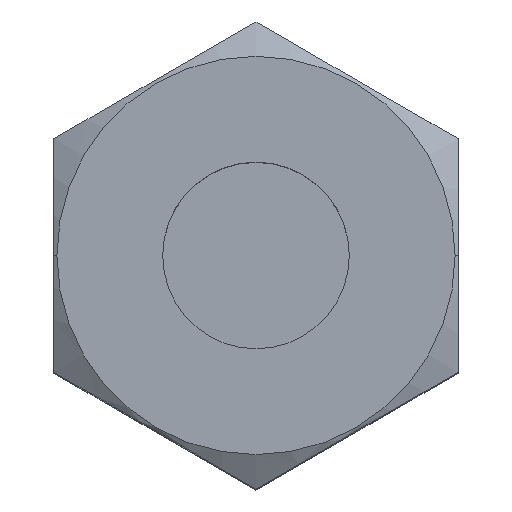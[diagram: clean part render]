
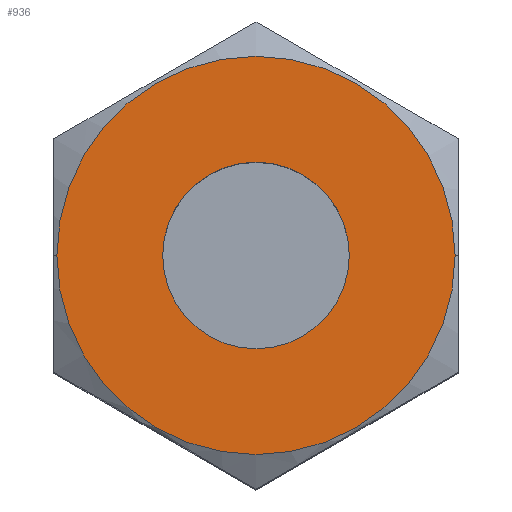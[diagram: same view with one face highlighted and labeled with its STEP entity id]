
A CAD part, top view. The second image highlights one B-rep face of the part: STEP entity #936.
In plain terms, the highlighted planar face has unit normal (0, 0, 1).
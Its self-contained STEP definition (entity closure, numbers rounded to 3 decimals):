
#34 = CARTESIAN_POINT ( 'NONE',  ( 0., 0., 10. ) ) ;
#62 = DIRECTION ( 'NONE',  ( 0., 0., -1. ) ) ;
#110 = AXIS2_PLACEMENT_3D ( 'NONE', #117, #906, #575 ) ;
#111 = CARTESIAN_POINT ( 'NONE',  ( -6.4, 0., 10. ) ) ;
#117 = CARTESIAN_POINT ( 'NONE',  ( 0., 0., 10. ) ) ;
#189 = VERTEX_POINT ( 'NONE', #1158 ) ;
#286 = EDGE_LOOP ( 'NONE', ( #580, #742 ) ) ;
#301 = CIRCLE ( 'NONE', #1242, 3. ) ;
#358 = VERTEX_POINT ( 'NONE', #1469 ) ;
#370 = CIRCLE ( 'NONE', #1217, 6.4 ) ;
#435 = DIRECTION ( 'NONE',  ( 0., 0., 1. ) ) ;
#450 = FACE_BOUND ( 'NONE', #689, .T. ) ;
#575 = DIRECTION ( 'NONE',  ( 1., 0., 0. ) ) ;
#580 = ORIENTED_EDGE ( 'NONE', *, *, #1350, .F. ) ;
#597 = DIRECTION ( 'NONE',  ( 0., 0., 1. ) ) ;
#633 = AXIS2_PLACEMENT_3D ( 'NONE', #1255, #435, #1225 ) ;
#650 = VERTEX_POINT ( 'NONE', #814 ) ;
#689 = EDGE_LOOP ( 'NONE', ( #1295, #824 ) ) ;
#709 = DIRECTION ( 'NONE',  ( 1., 0., 0. ) ) ;
#727 = EDGE_CURVE ( 'NONE', #358, #650, #832, .T. ) ;
#742 = ORIENTED_EDGE ( 'NONE', *, *, #1108, .F. ) ;
#801 = PLANE ( 'NONE',  #633 ) ;
#814 = CARTESIAN_POINT ( 'NONE',  ( -3., 0., 10. ) ) ;
#824 = ORIENTED_EDGE ( 'NONE', *, *, #1035, .F. ) ;
#832 = CIRCLE ( 'NONE', #110, 3. ) ;
#852 = DIRECTION ( 'NONE',  ( 0., 0., -1. ) ) ;
#886 = VERTEX_POINT ( 'NONE', #111 ) ;
#906 = DIRECTION ( 'NONE',  ( 0., 0., 1. ) ) ;
#936 = ADVANCED_FACE ( 'NONE', ( #1023, #450 ), #801, .T. ) ;
#1023 = FACE_OUTER_BOUND ( 'NONE', #286, .T. ) ;
#1035 = EDGE_CURVE ( 'NONE', #650, #358, #301, .T. ) ;
#1046 = CIRCLE ( 'NONE', #1422, 6.4 ) ;
#1084 = DIRECTION ( 'NONE',  ( -1., 0., 0. ) ) ;
#1095 = CARTESIAN_POINT ( 'NONE',  ( 0., 0., 10. ) ) ;
#1108 = EDGE_CURVE ( 'NONE', #189, #886, #370, .T. ) ;
#1158 = CARTESIAN_POINT ( 'NONE',  ( 6.4, 0., 10. ) ) ;
#1217 = AXIS2_PLACEMENT_3D ( 'NONE', #1095, #62, #1300 ) ;
#1225 = DIRECTION ( 'NONE',  ( 1., 0., 0. ) ) ;
#1242 = AXIS2_PLACEMENT_3D ( 'NONE', #34, #597, #709 ) ;
#1255 = CARTESIAN_POINT ( 'NONE',  ( -6.5, 11.258, 10. ) ) ;
#1295 = ORIENTED_EDGE ( 'NONE', *, *, #727, .F. ) ;
#1300 = DIRECTION ( 'NONE',  ( -1., 0., 0. ) ) ;
#1350 = EDGE_CURVE ( 'NONE', #886, #189, #1046, .T. ) ;
#1392 = CARTESIAN_POINT ( 'NONE',  ( 0., 0., 10. ) ) ;
#1422 = AXIS2_PLACEMENT_3D ( 'NONE', #1392, #852, #1084 ) ;
#1469 = CARTESIAN_POINT ( 'NONE',  ( 3., 0., 10. ) ) ;
